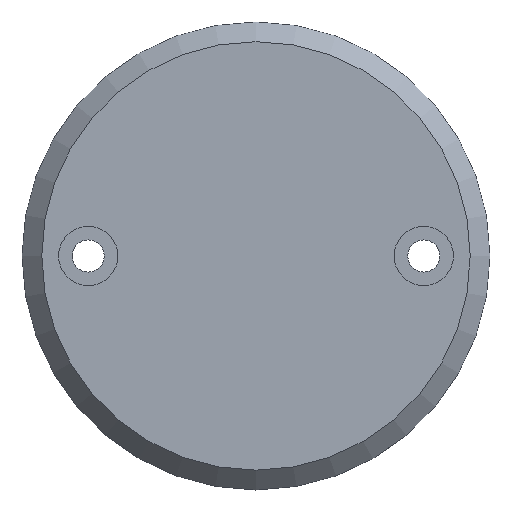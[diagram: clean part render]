
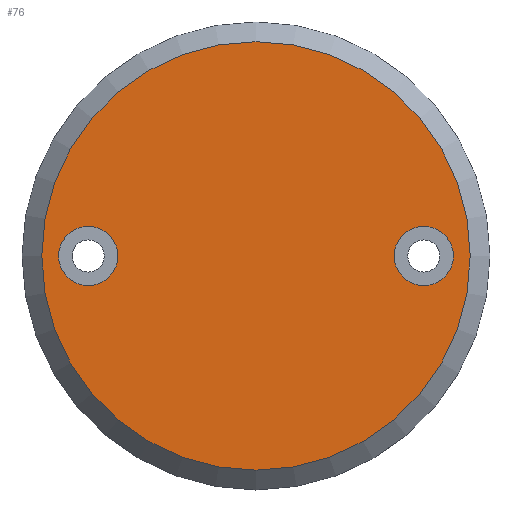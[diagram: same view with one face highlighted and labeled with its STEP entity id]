
A CAD part, top view. The second image highlights one B-rep face of the part: STEP entity #76.
In plain terms, the highlighted planar face has unit normal (0, 0, 1).
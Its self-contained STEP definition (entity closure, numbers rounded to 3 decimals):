
#76 = ADVANCED_FACE( '', ( #89, #90, #91 ), #92, .T. );
#89 = FACE_OUTER_BOUND( '', #121, .T. );
#90 = FACE_BOUND( '', #122, .T. );
#91 = FACE_BOUND( '', #123, .T. );
#92 = PLANE( '', #124 );
#121 = EDGE_LOOP( '', ( #155 ) );
#122 = EDGE_LOOP( '', ( #156 ) );
#123 = EDGE_LOOP( '', ( #157 ) );
#124 = AXIS2_PLACEMENT_3D( '', #158, #159, #160 );
#155 = ORIENTED_EDGE( '', *, *, #204, .T. );
#156 = ORIENTED_EDGE( '', *, *, #205, .F. );
#157 = ORIENTED_EDGE( '', *, *, #206, .F. );
#158 = CARTESIAN_POINT( '', ( 0., 0., 100. ) );
#159 = DIRECTION( '', ( 0., 0., 1. ) );
#160 = DIRECTION( '', ( 1., 0., 0. ) );
#204 = EDGE_CURVE( '', #217, #217, #218, .T. );
#205 = EDGE_CURVE( '', #219, #219, #220, .T. );
#206 = EDGE_CURVE( '', #221, #221, #222, .T. );
#217 = VERTEX_POINT( '', #239 );
#218 = CIRCLE( '', #240, 43.4 );
#219 = VERTEX_POINT( '', #241 );
#220 = CIRCLE( '', #242, 6. );
#221 = VERTEX_POINT( '', #243 );
#222 = CIRCLE( '', #244, 6. );
#239 = CARTESIAN_POINT( '', ( 43.4, 0., 100. ) );
#240 = AXIS2_PLACEMENT_3D( '', #263, #264, #265 );
#241 = CARTESIAN_POINT( '', ( 40., 0., 100. ) );
#242 = AXIS2_PLACEMENT_3D( '', #266, #267, #268 );
#243 = CARTESIAN_POINT( '', ( -28., 0., 100. ) );
#244 = AXIS2_PLACEMENT_3D( '', #269, #270, #271 );
#263 = CARTESIAN_POINT( '', ( 0., 0., 100. ) );
#264 = DIRECTION( '', ( 0., 0., 1. ) );
#265 = DIRECTION( '', ( 1., 0., 0. ) );
#266 = CARTESIAN_POINT( '', ( 34., 0., 100. ) );
#267 = DIRECTION( '', ( 0., 0., 1. ) );
#268 = DIRECTION( '', ( 1., 0., 0. ) );
#269 = CARTESIAN_POINT( '', ( -34., 0., 100. ) );
#270 = DIRECTION( '', ( 0., 0., 1. ) );
#271 = DIRECTION( '', ( 1., 0., 0. ) );
